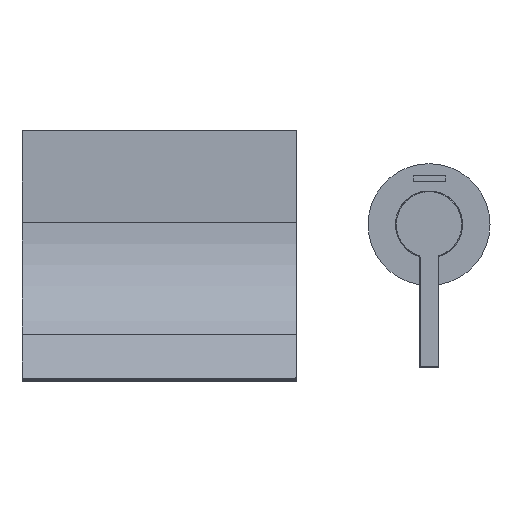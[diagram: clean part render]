
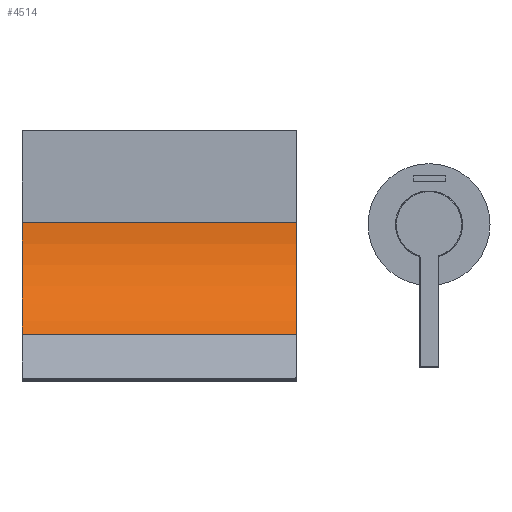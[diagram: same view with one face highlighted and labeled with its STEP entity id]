
A CAD part, top view. The second image highlights one B-rep face of the part: STEP entity #4514.
In plain terms, the highlighted cylindrical face has radius 90 mm (diameter 180 mm), a partial arc.
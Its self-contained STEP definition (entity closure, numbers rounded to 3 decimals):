
#198 = AXIS2_PLACEMENT_3D ( 'NONE', #4257, #6164, #312 ) ;
#312 = DIRECTION ( 'NONE',  ( 0., 0., 1. ) ) ;
#1029 = EDGE_CURVE ( 'NONE', #1893, #7932, #4254, .T. ) ;
#1319 = DIRECTION ( 'NONE',  ( 1., 0., 0. ) ) ;
#1583 = CARTESIAN_POINT ( 'NONE',  ( 1.824, 47.659, 229.041 ) ) ;
#1718 = EDGE_CURVE ( 'NONE', #9750, #2307, #4957, .T. ) ;
#1893 = VERTEX_POINT ( 'NONE', #1583 ) ;
#2009 = VECTOR ( 'NONE', #1319, 1000. ) ;
#2307 = VERTEX_POINT ( 'NONE', #12136 ) ;
#3290 = ORIENTED_EDGE ( 'NONE', *, *, #1718, .F. ) ;
#3722 = CIRCLE ( 'NONE', #198, 90. ) ;
#3994 = DIRECTION ( 'NONE',  ( 0., 0., 1. ) ) ;
#4254 = LINE ( 'NONE', #4754, #11201 ) ;
#4257 = CARTESIAN_POINT ( 'NONE',  ( 1.824, 121.383, 280.663 ) ) ;
#4391 = DIRECTION ( 'NONE',  ( 0., 0., 1. ) ) ;
#4514 = ADVANCED_FACE ( 'NONE', ( #8335 ), #10482, .F. ) ;
#4754 = CARTESIAN_POINT ( 'NONE',  ( -178.176, 47.659, 229.041 ) ) ;
#4957 = LINE ( 'NONE', #6311, #2009 ) ;
#5792 = CIRCLE ( 'NONE', #11015, 90. ) ;
#6097 = DIRECTION ( 'NONE',  ( 1., 0., 0. ) ) ;
#6164 = DIRECTION ( 'NONE',  ( 1., 0., 0. ) ) ;
#6311 = CARTESIAN_POINT ( 'NONE',  ( -178.176, 121.383, 190.663 ) ) ;
#6984 = ORIENTED_EDGE ( 'NONE', *, *, #1029, .F. ) ;
#7477 = DIRECTION ( 'NONE',  ( 1., 0., 0. ) ) ;
#7757 = EDGE_LOOP ( 'NONE', ( #3290, #8341, #6984, #12795 ) ) ;
#7932 = VERTEX_POINT ( 'NONE', #12143 ) ;
#8053 = EDGE_CURVE ( 'NONE', #7932, #9750, #5792, .T. ) ;
#8335 = FACE_OUTER_BOUND ( 'NONE', #7757, .T. ) ;
#8341 = ORIENTED_EDGE ( 'NONE', *, *, #8053, .F. ) ;
#8530 = DIRECTION ( 'NONE',  ( -1., 0., 0. ) ) ;
#8632 = CARTESIAN_POINT ( 'NONE',  ( -178.176, 121.383, 190.663 ) ) ;
#8959 = CARTESIAN_POINT ( 'NONE',  ( -178.176, 121.383, 280.663 ) ) ;
#9750 = VERTEX_POINT ( 'NONE', #8632 ) ;
#10482 = CYLINDRICAL_SURFACE ( 'NONE', #11660, 90. ) ;
#11015 = AXIS2_PLACEMENT_3D ( 'NONE', #11334, #7477, #4391 ) ;
#11201 = VECTOR ( 'NONE', #8530, 1000. ) ;
#11334 = CARTESIAN_POINT ( 'NONE',  ( -178.176, 121.383, 280.663 ) ) ;
#11511 = EDGE_CURVE ( 'NONE', #1893, #2307, #3722, .T. ) ;
#11660 = AXIS2_PLACEMENT_3D ( 'NONE', #8959, #6097, #3994 ) ;
#12136 = CARTESIAN_POINT ( 'NONE',  ( 1.824, 121.383, 190.663 ) ) ;
#12143 = CARTESIAN_POINT ( 'NONE',  ( -178.176, 47.659, 229.041 ) ) ;
#12795 = ORIENTED_EDGE ( 'NONE', *, *, #11511, .T. ) ;
